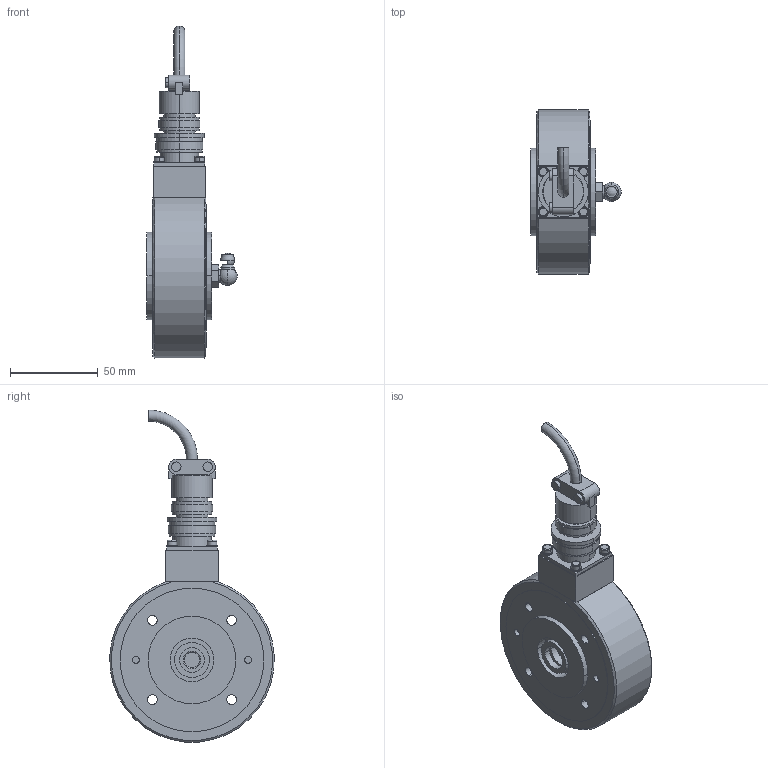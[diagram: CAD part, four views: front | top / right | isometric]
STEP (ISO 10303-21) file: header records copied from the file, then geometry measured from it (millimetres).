
FILE_DESCRIPTION((''),'2;1');
FILE_NAME('31101722_-.stp','2019-10-03T15:14:14',(''),(''),'Mechanical Desktop 2009','Mechanical Desktop 2009',', , ');
FILE_SCHEMA(('CONFIG_CONTROL_DESIGN'));
Length unit declared in the file: millimetre
Products named in the file (27): L31101722; L4900504; L49966; TEIL1A; L49013; TEIL1AAA; L4340304; TEIL1; V_RING_V14AA; V_RING_V14A; I-6KT_SCHRAUBE_M5X25_NKA; I-6KT_SCHRAUBE_M5X25_NK; I-6KT_SCHRAUBE_M3X25A; I-6KT_SCHRAUBE_M3X25; L49026; TEIL1AA; FEDERRING_M3A; FEDERRING_M3; SICHERUNGSRINGV_J26A; SICHERUNGSRINGV_J26; FLANSCHDOSE_14S-2P_4-POLIGA; FLANSCHDOSE_14S-2P_4-POLIG; PENDELKUGELLAGER_129TVA; PENDELKUGELLAGER_129TV; SCHMIERNIPPEL_M10X1_90_H3A; SCHMIERNIPPEL_M10X1_90_H3; Flanschdose_14S-2P 4-polig
Assembly tree (34 placements, depth 3):
  L31101722
    L4900504
    L49966
      TEIL1A
    L49013
      TEIL1AAA
    L4340304  x2
      TEIL1
    V_RING_V14AA
      V_RING_V14A
    I-6KT_SCHRAUBE_M5X25_NKA  x2
      I-6KT_SCHRAUBE_M5X25_NK
    I-6KT_SCHRAUBE_M3X25A  x4
      I-6KT_SCHRAUBE_M3X25
    L49026
      TEIL1AA
    FEDERRING_M3A  x4
      FEDERRING_M3
    SICHERUNGSRINGV_J26A
      SICHERUNGSRINGV_J26
    FLANSCHDOSE_14S-2P_4-POLIGA
      FLANSCHDOSE_14S-2P_4-POLIG
    PENDELKUGELLAGER_129TVA
      PENDELKUGELLAGER_129TV
    SCHMIERNIPPEL_M10X1_90_H3A
      SCHMIERNIPPEL_M10X1_90_H3
    Flanschdose_14S-2P 4-polig
Bounding box: 51.46 x 93.89 x 189.48 mm (x, y, z)
Volume: 238398.4 mm3; surface area: 90809.4 mm2
Topology: 21 solids, 21 shells, 425 faces, 1021 edges, 672 vertices
Faces by surface type: cylinder 243, plane 126, cone 26, torus 22, bspline 4, sphere 4
Entity records: 11256 total; most frequent: CARTESIAN_POINT 2247, DIRECTION 2018, ORIENTED_EDGE 1622, AXIS2_PLACEMENT_3D 856, EDGE_CURVE 811, VERTEX_POINT 540, CIRCLE 489, EDGE_LOOP 471
